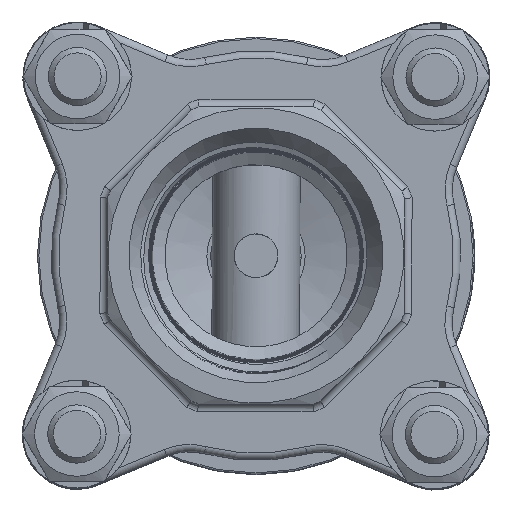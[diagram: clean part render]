
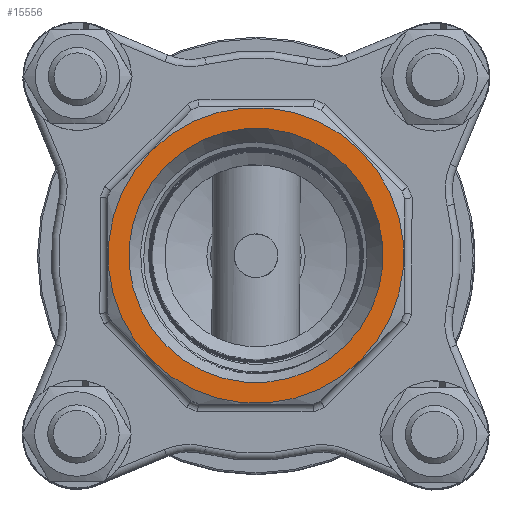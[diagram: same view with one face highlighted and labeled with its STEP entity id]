
A CAD part, top view. The second image highlights one B-rep face of the part: STEP entity #15556.
In plain terms, the highlighted planar face has unit normal (0, 0, 1).
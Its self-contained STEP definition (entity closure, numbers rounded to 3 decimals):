
#15274=CARTESIAN_POINT('',(-14.328,14.381,59.57));
#15275=VERTEX_POINT('',#15274);
#15276=CARTESIAN_POINT('',(0.,0.,59.57));
#15277=DIRECTION('',(0.0,0.0,1.0));
#15278=DIRECTION('',(-0.706,0.708,0.0));
#15279=AXIS2_PLACEMENT_3D('',#15276,#15277,#15278);
#15280=CIRCLE('',#15279,20.3);
#15281=EDGE_CURVE('',#15275,#15275,#15280,.T.);
#15537=CARTESIAN_POINT('',(-20.363,20.437,59.57));
#15538=DIRECTION('',(0.0,0.0,-1.0));
#15539=DIRECTION('',(-1.0,0.0,0.0));
#15540=AXIS2_PLACEMENT_3D('',#15537,#15538,#15539);
#15541=PLANE('',#15540);
#15542=ORIENTED_EDGE('',*,*,#15281,.T.);
#15543=EDGE_LOOP('',(#15542));
#15544=FACE_OUTER_BOUND('',#15543,.T.);
#15545=CARTESIAN_POINT('',(-12.316,12.362,59.57));
#15546=VERTEX_POINT('',#15545);
#15547=CARTESIAN_POINT('',(0.,0.,59.57));
#15548=DIRECTION('',(0.0,0.0,-1.));
#15549=DIRECTION('',(0.706,-0.708,0.0));
#15550=AXIS2_PLACEMENT_3D('',#15547,#15548,#15549);
#15551=CIRCLE('',#15550,17.45);
#15552=EDGE_CURVE('',#15546,#15546,#15551,.T.);
#15553=ORIENTED_EDGE('',*,*,#15552,.T.);
#15554=EDGE_LOOP('',(#15553));
#15555=FACE_BOUND('',#15554,.T.);
#15556=ADVANCED_FACE('',(#15544,#15555),#15541,.F.);
